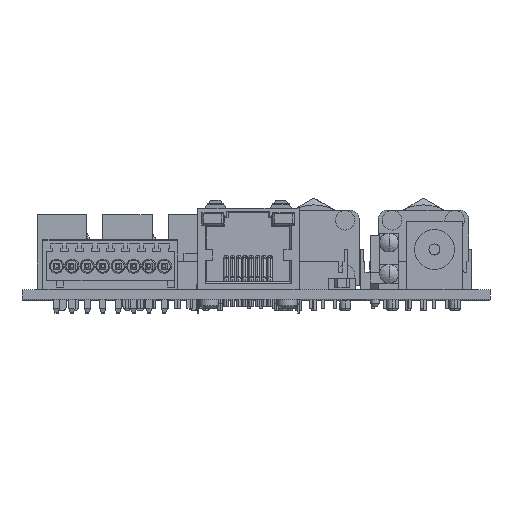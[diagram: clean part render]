
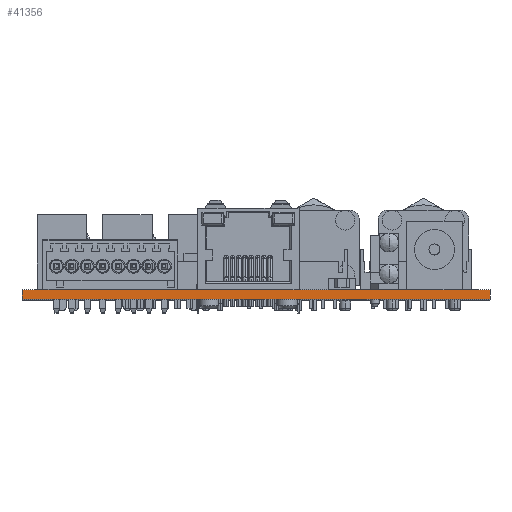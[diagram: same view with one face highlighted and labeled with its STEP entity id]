
A CAD part, top view. The second image highlights one B-rep face of the part: STEP entity #41356.
In plain terms, the highlighted planar face has unit normal (0, 0, 1).
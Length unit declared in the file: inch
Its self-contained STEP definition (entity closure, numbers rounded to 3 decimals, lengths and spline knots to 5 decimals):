
#1807 = CARTESIAN_POINT ( 'NONE',  ( -1.495, 0.0625, 1.6 ) ) ;
#1808 = DIRECTION ( 'NONE',  ( 1., 0., 0. ) ) ;
#4517 = EDGE_CURVE ( 'NONE', #25911, #25886, #9095, .T. ) ;
#6048 = CARTESIAN_POINT ( 'NONE',  ( 1.495, 0., 1.6 ) ) ;
#7520 = ORIENTED_EDGE ( 'NONE', *, *, #35900, .T. ) ;
#7525 = ORIENTED_EDGE ( 'NONE', *, *, #35913, .T. ) ;
#7527 = ORIENTED_EDGE ( 'NONE', *, *, #4517, .F. ) ;
#7637 = ORIENTED_EDGE ( 'NONE', *, *, #35902, .F. ) ;
#9095 = LINE ( 'NONE', #1807, #9098 ) ;
#9098 = VECTOR ( 'NONE', #1808, 39.37008 ) ;
#10013 = EDGE_LOOP ( 'NONE', ( #7525, #7637, #7527, #7520 ) ) ;
#13146 = CARTESIAN_POINT ( 'NONE',  ( -1.495, 0.0625, 1.6 ) ) ;
#13148 = DIRECTION ( 'NONE',  ( 0., -1., 0. ) ) ;
#13150 = CARTESIAN_POINT ( 'NONE',  ( 1.495, 0.0625, 1.6 ) ) ;
#13151 = DIRECTION ( 'NONE',  ( 0., -1., 0. ) ) ;
#13178 = CARTESIAN_POINT ( 'NONE',  ( -1.495, 0., 1.6 ) ) ;
#13179 = DIRECTION ( 'NONE',  ( 1., 0., 0. ) ) ;
#13878 = LINE ( 'NONE', #13146, #13882 ) ;
#13882 = VECTOR ( 'NONE', #13148, 39.37008 ) ;
#13883 = LINE ( 'NONE', #13150, #13887 ) ;
#13887 = VECTOR ( 'NONE', #13151, 39.37008 ) ;
#13900 = LINE ( 'NONE', #13178, #13903 ) ;
#13903 = VECTOR ( 'NONE', #13179, 39.37008 ) ;
#19411 = AXIS2_PLACEMENT_3D ( 'NONE', #21695, #21700, #21701 ) ;
#21456 = FACE_OUTER_BOUND ( 'NONE', #10013, .T. ) ;
#21695 = CARTESIAN_POINT ( 'NONE',  ( -1.495, 0.0625, 1.6 ) ) ;
#21698 = PLANE ( 'NONE',  #19411 ) ;
#21700 = DIRECTION ( 'NONE',  ( 0., 0., -1. ) ) ;
#21701 = DIRECTION ( 'NONE',  ( -1., 0., 0. ) ) ;
#25886 = VERTEX_POINT ( 'NONE', #45069 ) ;
#25890 = VERTEX_POINT ( 'NONE', #45073 ) ;
#25911 = VERTEX_POINT ( 'NONE', #45094 ) ;
#32774 = VERTEX_POINT ( 'NONE', #6048 ) ;
#35900 = EDGE_CURVE ( 'NONE', #25911, #25890, #13878, .T. ) ;
#35902 = EDGE_CURVE ( 'NONE', #25886, #32774, #13883, .T. ) ;
#35913 = EDGE_CURVE ( 'NONE', #25890, #32774, #13900, .T. ) ;
#41356 = ADVANCED_FACE ( 'NONE', ( #21456 ), #21698, .F. ) ;
#45069 = CARTESIAN_POINT ( 'NONE',  ( 1.495, 0.0625, 1.6 ) ) ;
#45073 = CARTESIAN_POINT ( 'NONE',  ( -1.495, 0., 1.6 ) ) ;
#45094 = CARTESIAN_POINT ( 'NONE',  ( -1.495, 0.0625, 1.6 ) ) ;
